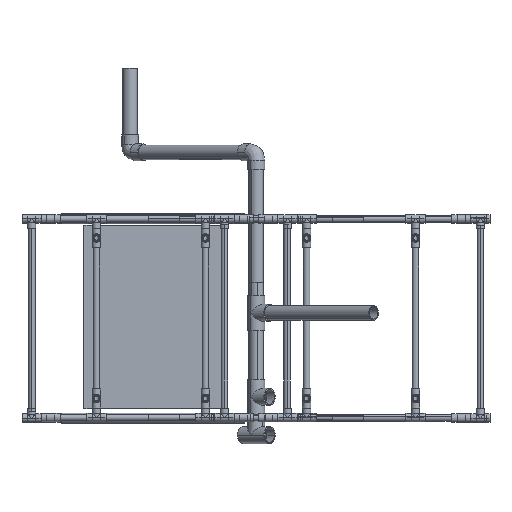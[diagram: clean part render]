
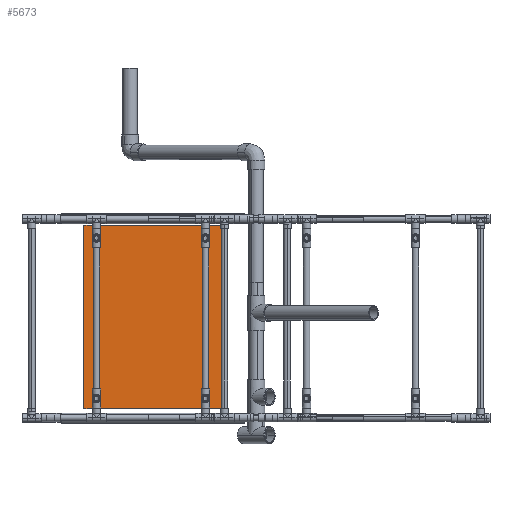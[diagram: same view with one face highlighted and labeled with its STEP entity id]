
A CAD part, front view. The second image highlights one B-rep face of the part: STEP entity #5673.
In plain terms, the highlighted planar face has unit normal (0, -1, 0).
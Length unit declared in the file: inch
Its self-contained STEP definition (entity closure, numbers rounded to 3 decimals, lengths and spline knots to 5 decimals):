
#33 = VECTOR ( 'NONE', #3690, 39.37008 ) ;
#38 = DIRECTION ( 'NONE',  ( 0., 0., -1. ) ) ;
#128 = VECTOR ( 'NONE', #7281, 39.37008 ) ;
#780 = VERTEX_POINT ( 'NONE', #6116 ) ;
#1644 = EDGE_LOOP ( 'NONE', ( #7619, #4508, #5695, #7366 ) ) ;
#1720 = CARTESIAN_POINT ( 'NONE',  ( -9., 0., 12. ) ) ;
#1839 = CARTESIAN_POINT ( 'NONE',  ( 9., 0., -12. ) ) ;
#1973 = EDGE_CURVE ( 'NONE', #5893, #7163, #5198, .T. ) ;
#2259 = CARTESIAN_POINT ( 'NONE',  ( 0., 0., -12. ) ) ;
#2386 = CARTESIAN_POINT ( 'NONE',  ( 0., 0., 12. ) ) ;
#2912 = LINE ( 'NONE', #2259, #7728 ) ;
#3153 = PLANE ( 'NONE',  #3507 ) ;
#3183 = DIRECTION ( 'NONE',  ( 0., -1., 0. ) ) ;
#3507 = AXIS2_PLACEMENT_3D ( 'NONE', #7459, #3183, #38 ) ;
#3690 = DIRECTION ( 'NONE',  ( -1., 0., 0. ) ) ;
#4508 = ORIENTED_EDGE ( 'NONE', *, *, #7775, .T. ) ;
#4694 = CARTESIAN_POINT ( 'NONE',  ( -9., 0., 0. ) ) ;
#4899 = VECTOR ( 'NONE', #7971, 39.37008 ) ;
#4993 = LINE ( 'NONE', #4694, #128 ) ;
#5198 = LINE ( 'NONE', #5279, #4899 ) ;
#5279 = CARTESIAN_POINT ( 'NONE',  ( 9., 0., 0. ) ) ;
#5481 = LINE ( 'NONE', #2386, #33 ) ;
#5658 = FACE_OUTER_BOUND ( 'NONE', #1644, .T. ) ;
#5673 = ADVANCED_FACE ( 'NONE', ( #5658 ), #3153, .T. ) ;
#5695 = ORIENTED_EDGE ( 'NONE', *, *, #1973, .T. ) ;
#5893 = VERTEX_POINT ( 'NONE', #1839 ) ;
#6116 = CARTESIAN_POINT ( 'NONE',  ( -9., 0., -12. ) ) ;
#6347 = CARTESIAN_POINT ( 'NONE',  ( 9., 0., 12. ) ) ;
#6548 = EDGE_CURVE ( 'NONE', #6775, #780, #4993, .T. ) ;
#6638 = DIRECTION ( 'NONE',  ( 1., 0., 0. ) ) ;
#6764 = EDGE_CURVE ( 'NONE', #7163, #6775, #5481, .T. ) ;
#6775 = VERTEX_POINT ( 'NONE', #1720 ) ;
#7163 = VERTEX_POINT ( 'NONE', #6347 ) ;
#7281 = DIRECTION ( 'NONE',  ( 0., 0., -1. ) ) ;
#7366 = ORIENTED_EDGE ( 'NONE', *, *, #6764, .T. ) ;
#7459 = CARTESIAN_POINT ( 'NONE',  ( 0., 0., 0. ) ) ;
#7619 = ORIENTED_EDGE ( 'NONE', *, *, #6548, .T. ) ;
#7728 = VECTOR ( 'NONE', #6638, 39.37008 ) ;
#7775 = EDGE_CURVE ( 'NONE', #780, #5893, #2912, .T. ) ;
#7971 = DIRECTION ( 'NONE',  ( 0., 0., 1. ) ) ;
